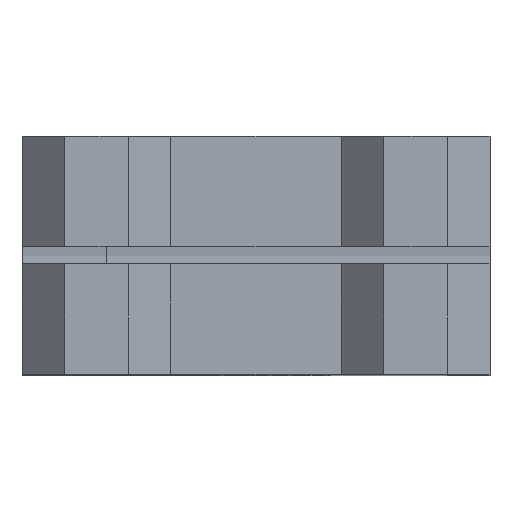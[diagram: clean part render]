
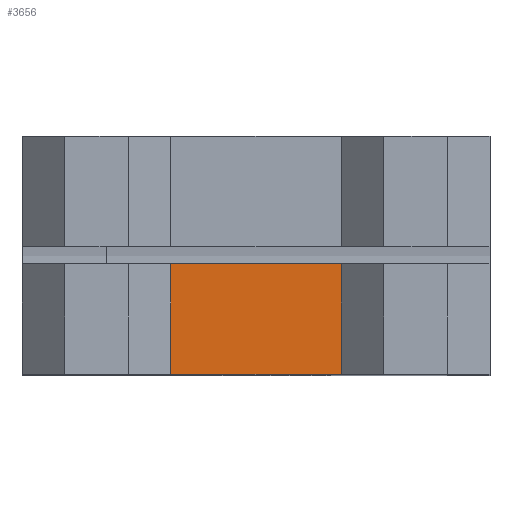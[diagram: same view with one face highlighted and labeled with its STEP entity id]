
A CAD part, top view. The second image highlights one B-rep face of the part: STEP entity #3656.
In plain terms, the highlighted planar face has unit normal (0, 0, 1).
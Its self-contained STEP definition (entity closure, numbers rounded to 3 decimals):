
#3218=CARTESIAN_POINT('Vertex',(-10.,11.,62.5)) ;
#3221=CARTESIAN_POINT('Line Origine',(0.,11.,62.5)) ;
#3225=CARTESIAN_POINT('Vertex',(10.,11.,62.5)) ;
#3618=CARTESIAN_POINT('Vertex',(-10.,-2.,62.5)) ;
#3621=CARTESIAN_POINT('Line Origine',(-10.,4.5,62.5)) ;
#3633=CARTESIAN_POINT('Axis2P3D Location',(27.5,0.,62.5)) ;
#3638=CARTESIAN_POINT('Line Origine',(0.,-2.,62.5)) ;
#3642=CARTESIAN_POINT('Vertex',(10.,-2.,62.5)) ;
#3645=CARTESIAN_POINT('Line Origine',(10.,4.5,62.5)) ;
#3222=DIRECTION('Vector Direction',(-1.,0.,0.)) ;
#3622=DIRECTION('Vector Direction',(0.,-1.,0.)) ;
#3634=DIRECTION('Axis2P3D Direction',(0.,0.,-1.)) ;
#3635=DIRECTION('Axis2P3D XDirection',(-1.,0.,0.)) ;
#3639=DIRECTION('Vector Direction',(-1.,0.,0.)) ;
#3646=DIRECTION('Vector Direction',(0.,-1.,0.)) ;
#3636=AXIS2_PLACEMENT_3D('Plane Axis2P3D',#3633,#3634,#3635) ;
#3651=ORIENTED_EDGE('',*,*,#3227,.T.) ;
#3652=ORIENTED_EDGE('',*,*,#3625,.T.) ;
#3653=ORIENTED_EDGE('',*,*,#3644,.T.) ;
#3654=ORIENTED_EDGE('',*,*,#3649,.F.) ;
#3223=VECTOR('Line Direction',#3222,1.) ;
#3623=VECTOR('Line Direction',#3622,1.) ;
#3640=VECTOR('Line Direction',#3639,1.) ;
#3647=VECTOR('Line Direction',#3646,1.) ;
#3656=ADVANCED_FACE('Corps principal',(#3655),#3637,.F.) ;
#3227=EDGE_CURVE('',#3226,#3219,#3224,.T.) ;
#3625=EDGE_CURVE('',#3219,#3619,#3624,.T.) ;
#3644=EDGE_CURVE('',#3619,#3643,#3641,.F.) ;
#3649=EDGE_CURVE('',#3226,#3643,#3648,.T.) ;
#3650=EDGE_LOOP('',(#3651,#3652,#3653,#3654)) ;
#3655=FACE_OUTER_BOUND('',#3650,.T.) ;
#3224=LINE('Line',#3221,#3223) ;
#3624=LINE('Line',#3621,#3623) ;
#3641=LINE('Line',#3638,#3640) ;
#3648=LINE('Line',#3645,#3647) ;
#3637=PLANE('',#3636) ;
#3219=VERTEX_POINT('',#3218) ;
#3226=VERTEX_POINT('',#3225) ;
#3619=VERTEX_POINT('',#3618) ;
#3643=VERTEX_POINT('',#3642) ;
